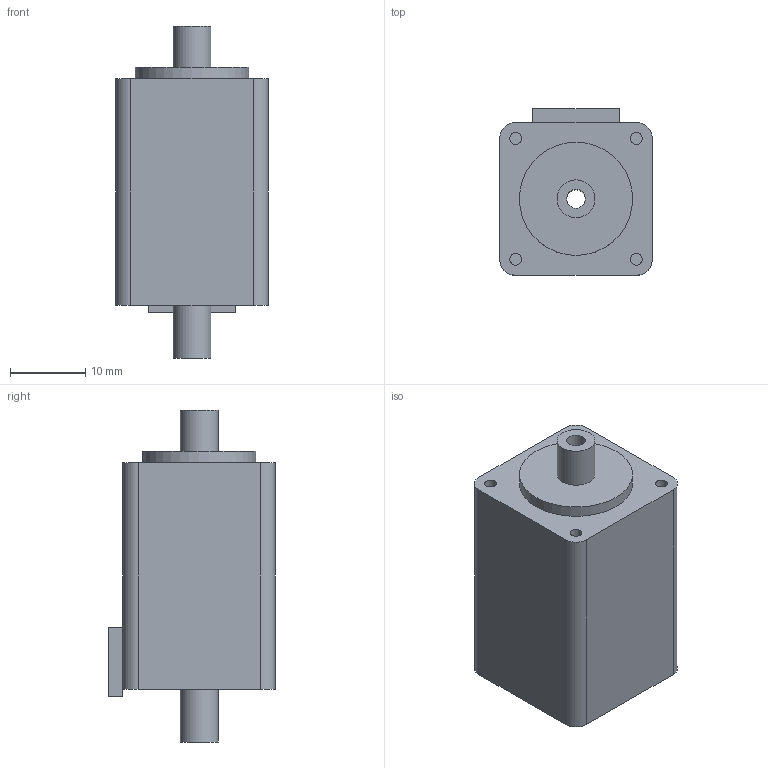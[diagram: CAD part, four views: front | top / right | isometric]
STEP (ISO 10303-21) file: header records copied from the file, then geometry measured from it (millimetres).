
FILE_DESCRIPTION(/* description */ ('Alibre Inc.'),/* implementation_level */ '2;1');
FILE_NAME(/* name */ 'export0',/* time_stamp */ '2015-07-05T22:56:05+12:00',/* author */ (''),/* organization */ (''),/* preprocessor_version */ 'ST-DEVELOPER v14',/* originating_system */ 'Alibre',/* authorisation */ '');
FILE_SCHEMA (('CONFIG_CONTROL_DESIGN'));
Length unit declared in the file: centimetre
Products named in the file (1): EM-ST08-HOLLOW
Bounding box: 20.2 x 22.1 x 44 mm (x, y, z)
Volume: 12606.7 mm3; surface area: 3903.5 mm2
Topology: 1 solids, 1 shells, 31 faces, 65 edges, 43 vertices
Faces by surface type: plane 19, cylinder 12
Full cylindrical faces by diameter (mm): 1.567 x4, 2.5 x1, 5 x2, 15 x1
Entity records: 848 total; most frequent: CARTESIAN_POINT 127, DIRECTION 121, ORIENTED_EDGE 112, EDGE_CURVE 56, AXIS2_PLACEMENT_3D 55, EDGE_LOOP 48, FACE_BOUND 48, VERTEX_POINT 42
